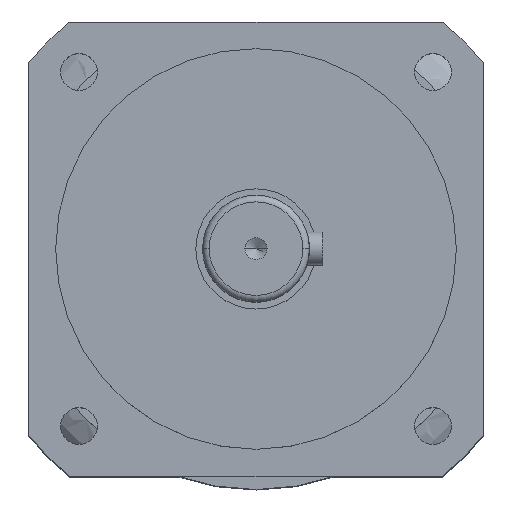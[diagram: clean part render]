
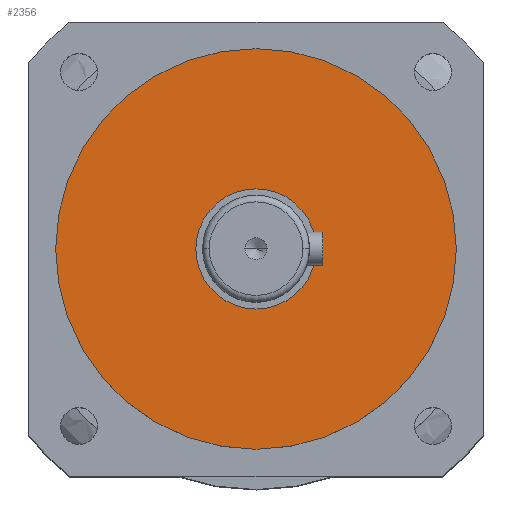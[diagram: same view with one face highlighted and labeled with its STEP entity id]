
A CAD part, top view. The second image highlights one B-rep face of the part: STEP entity #2356.
In plain terms, the highlighted planar face has unit normal (0, 0, 1).
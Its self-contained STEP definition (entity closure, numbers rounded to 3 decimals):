
#45 = ORIENTED_EDGE ( 'NONE', *, *, #3000, .T. ) ;
#188 = PLANE ( 'NONE',  #1631 ) ;
#200 = DIRECTION ( 'NONE',  ( 0., 0., -1. ) ) ;
#396 = DIRECTION ( 'NONE',  ( -1., 0., 0. ) ) ;
#880 = AXIS2_PLACEMENT_3D ( 'NONE', #7777, #7752, #7723 ) ;
#1429 = ORIENTED_EDGE ( 'NONE', *, *, #8755, .F. ) ;
#1631 = AXIS2_PLACEMENT_3D ( 'NONE', #3184, #200, #396 ) ;
#1959 = CARTESIAN_POINT ( 'NONE',  ( 0., 0., -28. ) ) ;
#2356 = ADVANCED_FACE ( 'NONE', ( #2404, #4208 ), #188, .F. ) ;
#2404 = FACE_BOUND ( 'NONE', #7855, .T. ) ;
#2668 = DIRECTION ( 'NONE',  ( 1., 0., 0. ) ) ;
#3000 = EDGE_CURVE ( 'NONE', #4955, #3955, #9024, .T. ) ;
#3184 = CARTESIAN_POINT ( 'NONE',  ( 0., 30., -28. ) ) ;
#3187 = VERTEX_POINT ( 'NONE', #5849 ) ;
#3188 = ORIENTED_EDGE ( 'NONE', *, *, #3632, .T. ) ;
#3209 = ORIENTED_EDGE ( 'NONE', *, *, #4615, .F. ) ;
#3390 = EDGE_LOOP ( 'NONE', ( #45, #3188 ) ) ;
#3632 = EDGE_CURVE ( 'NONE', #3955, #4955, #7091, .T. ) ;
#3649 = AXIS2_PLACEMENT_3D ( 'NONE', #7567, #7532, #7071 ) ;
#3891 = CIRCLE ( 'NONE', #8946, 9. ) ;
#3955 = VERTEX_POINT ( 'NONE', #4866 ) ;
#4208 = FACE_OUTER_BOUND ( 'NONE', #3390, .T. ) ;
#4615 = EDGE_CURVE ( 'NONE', #3187, #4681, #5851, .T. ) ;
#4681 = VERTEX_POINT ( 'NONE', #6363 ) ;
#4866 = CARTESIAN_POINT ( 'NONE',  ( -30., 0., -28. ) ) ;
#4955 = VERTEX_POINT ( 'NONE', #6808 ) ;
#5849 = CARTESIAN_POINT ( 'NONE',  ( 9., 0., -28. ) ) ;
#5851 = CIRCLE ( 'NONE', #880, 9. ) ;
#6363 = CARTESIAN_POINT ( 'NONE',  ( -9., 0., -28. ) ) ;
#6808 = CARTESIAN_POINT ( 'NONE',  ( 30., 0., -28. ) ) ;
#6868 = DIRECTION ( 'NONE',  ( 0., 0., 1. ) ) ;
#7071 = DIRECTION ( 'NONE',  ( 1., 0., 0. ) ) ;
#7091 = CIRCLE ( 'NONE', #3649, 30. ) ;
#7532 = DIRECTION ( 'NONE',  ( 0., 0., 1. ) ) ;
#7567 = CARTESIAN_POINT ( 'NONE',  ( 0., 0., -28. ) ) ;
#7723 = DIRECTION ( 'NONE',  ( 1., 0., 0. ) ) ;
#7752 = DIRECTION ( 'NONE',  ( 0., 0., 1. ) ) ;
#7777 = CARTESIAN_POINT ( 'NONE',  ( 0., 0., -28. ) ) ;
#7841 = CARTESIAN_POINT ( 'NONE',  ( 0., 0., -28. ) ) ;
#7855 = EDGE_LOOP ( 'NONE', ( #3209, #1429 ) ) ;
#7953 = DIRECTION ( 'NONE',  ( 0., 0., 1. ) ) ;
#8023 = DIRECTION ( 'NONE',  ( 1., 0., 0. ) ) ;
#8241 = AXIS2_PLACEMENT_3D ( 'NONE', #7841, #7953, #8023 ) ;
#8755 = EDGE_CURVE ( 'NONE', #4681, #3187, #3891, .T. ) ;
#8946 = AXIS2_PLACEMENT_3D ( 'NONE', #1959, #6868, #2668 ) ;
#9024 = CIRCLE ( 'NONE', #8241, 30. ) ;
